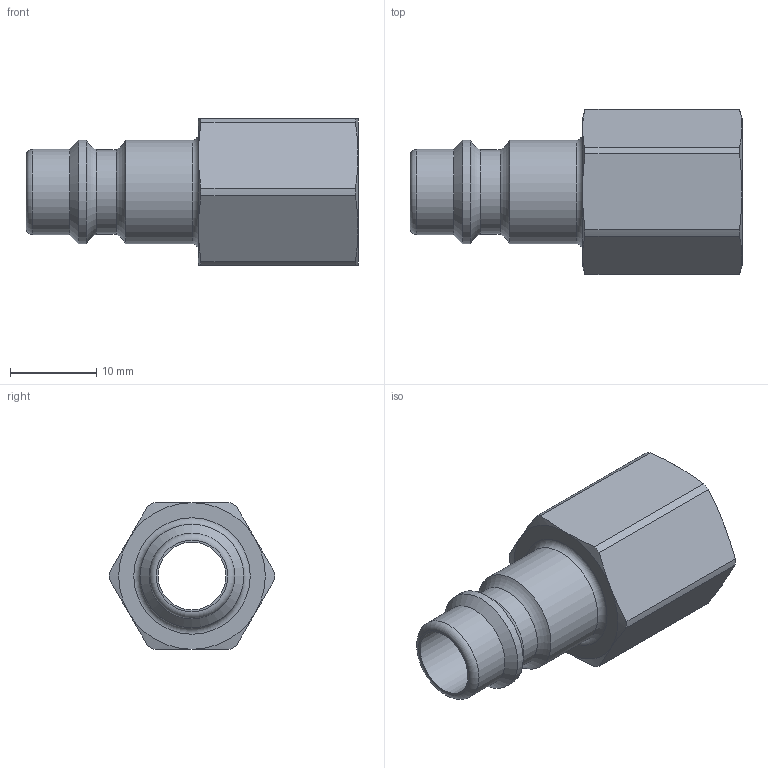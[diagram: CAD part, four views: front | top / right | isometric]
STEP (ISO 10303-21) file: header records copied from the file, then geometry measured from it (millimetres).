
FILE_DESCRIPTION(/* description */ ('STECKTUELLE'),/* implementation_level */ '2;1');
FILE_NAME(/* name */ '25sfiw13sxz.stp',/* time_stamp */ '2019-09-23T11:11:33+02:00',/* author */ ('IA176480'),/* organization */ (''),/* preprocessor_version */ 'ST-DEVELOPER v17',/* originating_system */ 'Autodesk Inventor 2019',/* authorisation */ '');
FILE_SCHEMA (('AUTOMOTIVE_DESIGN { 1 0 10303 214 3 1 1 }'));
Length unit declared in the file: millimetre
Products named in the file (1): 25SFIW13SXZ
Bounding box: 38.5 x 19.15 x 17 mm (x, y, z)
Volume: 3770 mm3; surface area: 3239.8 mm2
Topology: 1 solids, 1 shells, 40 faces, 109 edges, 72 vertices
Faces by surface type: cone 15, cylinder 12, plane 9, torus 4
Full cylindrical faces by diameter (mm): 7.85 x1, 9.75 x1, 9.9 x1, 11.4 x1, 12 x2
Entity records: 1320 total; most frequent: CARTESIAN_POINT 270, DIRECTION 231, ORIENTED_EDGE 218, EDGE_CURVE 109, AXIS2_PLACEMENT_3D 105, VERTEX_POINT 72, CIRCLE 64, EDGE_LOOP 43
